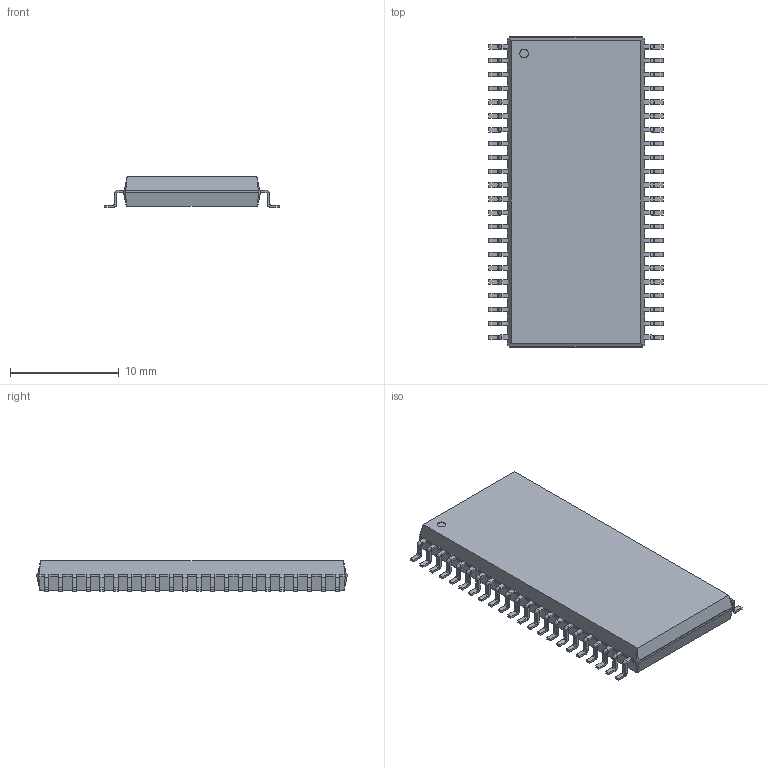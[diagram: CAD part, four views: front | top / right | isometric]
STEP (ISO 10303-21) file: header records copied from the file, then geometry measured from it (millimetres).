
FILE_DESCRIPTION(/* description */ ('model of PSOP-44_16.9x27.17mm_Pitch1.27mm'),/* implementation_level */ '2;1');
FILE_NAME(/* name */ 'PSOP-44_16.9x27.17mm_Pitch1.27mm.step',/* time_stamp */ '2017-04-14T22:37:50',/* author */ ('kicad StepUp','ksu'),/* organization */ ('FreeCAD'),/* preprocessor_version */ 'OCC',/* originating_system */ 'kicad StepUp',/* authorisation */ '');
FILE_SCHEMA(('AUTOMOTIVE_DESIGN_CC2 { 1 2 10303 214 -1 1 5 4 }'));
Length unit declared in the file: millimetre
Products named in the file (1): PSOP_44_169x2717mm_Pitch127mm
Bounding box: 16.03 x 28.5 x 2.79 mm (x, y, z)
Volume: 941.9 mm3; surface area: 1052.3 mm2
Topology: 1 solids, 1 shells, 696 faces, 1879 edges, 1186 vertices
Faces by surface type: plane 451, cylinder 177, bspline 68
Full cylindrical faces by diameter (mm): 0.8 x1
Entity records: 26311 total; most frequent: CARTESIAN_POINT 3998, ORIENTED_EDGE 3758, DIRECTION 3459, EDGE_CURVE 1879, LINE 1493, VECTOR 1493, VERTEX_POINT 1186, AXIS2_PLACEMENT_3D 983
